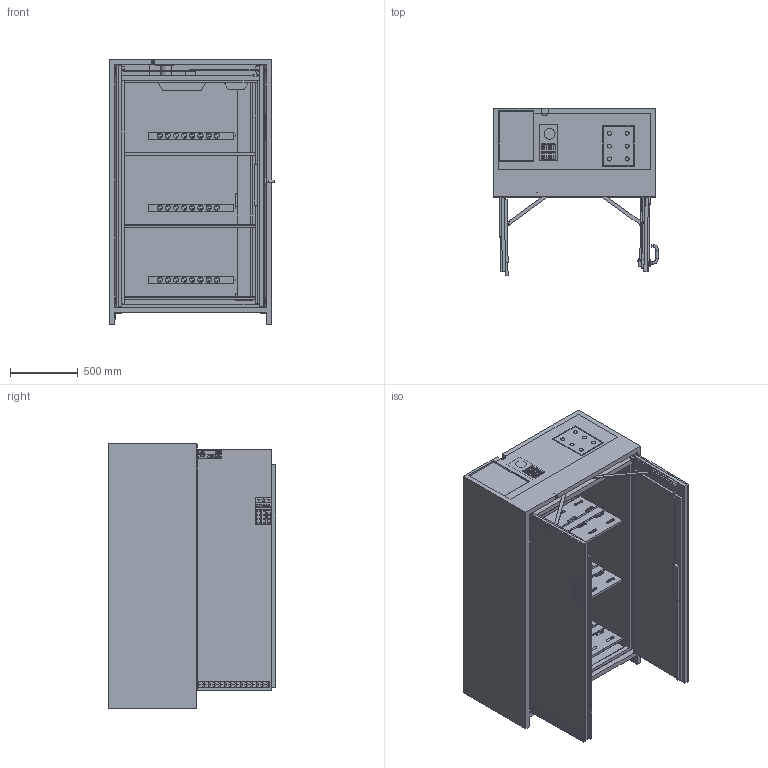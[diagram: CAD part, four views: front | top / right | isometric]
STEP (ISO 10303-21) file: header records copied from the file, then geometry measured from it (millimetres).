
FILE_DESCRIPTION(/* description */ (''),/* implementation_level */ '2;1');
FILE_NAME(/* name */ 'IO90.195.120.065.WDAC_40559-053-40878_3er_OD.stp',/* time_stamp */ '2023-05-17T11:00:07+02:00',/* author */ ('mirudolph'),/* organization */ ('asecos® GmbH'),/* preprocessor_version */ 'ST-DEVELOPER v17.2',/* originating_system */ 'Autodesk Inventor 2019',/* authorisation */ '');
FILE_SCHEMA (('AUTOMOTIVE_DESIGN { 1 0 10303 214 3 1 1 }'));
Products named in the file (1): IO90.195.120.065.WDAC_40559-053-40878_3er_OD
Bounding box: 1212.64 x 1228.76 x 1954 mm (x, y, z)
Volume: 451990897.3 mm3; surface area: 24857012.5 mm2
Topology: 26 solids, 26 shells, 2153 faces, 5618 edges, 3733 vertices
Faces by surface type: plane 1598, cylinder 333, bspline 219, torus 2, cone 1
Full cylindrical faces by diameter (mm): 5 x48, 6 x2, 6.742 x1, 8.1 x6, 10 x4, 15 x1, 19 x1, 20 x3, 24.9 x1, 30 x12, 31 x2, 33.8 x1, 37.8 x1, 38 x24, 55 x1, 80 x2
Entity records: 69358 total; most frequent: CARTESIAN_POINT 14416, ORIENTED_EDGE 11236, DIRECTION 9738, EDGE_CURVE 5618, LINE 4492, VECTOR 4492, VERTEX_POINT 3733, AXIS2_PLACEMENT_3D 2623
